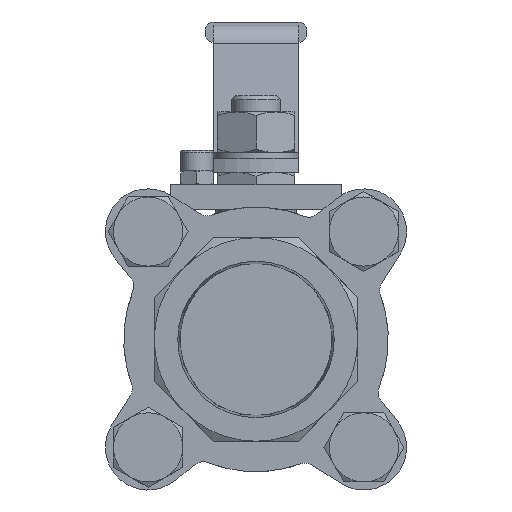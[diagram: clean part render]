
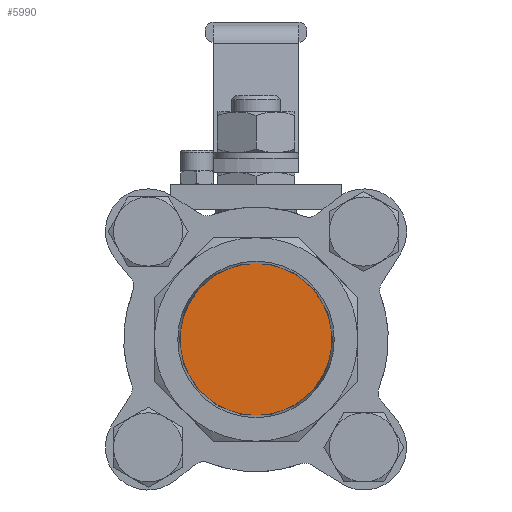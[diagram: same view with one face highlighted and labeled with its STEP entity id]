
A CAD part, front view. The second image highlights one B-rep face of the part: STEP entity #5990.
In plain terms, the highlighted planar face has unit normal (0, -1, 0).
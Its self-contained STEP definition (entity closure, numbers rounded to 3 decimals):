
#171=PLANE('',#6602);
#837=FACE_OUTER_BOUND('',#1242,.T.);
#1242=EDGE_LOOP('',(#5396,#5397));
#1533=CIRCLE('',#6603,18.656);
#1534=CIRCLE('',#6604,18.656);
#2924=VERTEX_POINT('',#10254);
#2925=VERTEX_POINT('',#10255);
#3762=EDGE_CURVE('',#2924,#2925,#1533,.T.);
#3763=EDGE_CURVE('',#2925,#2924,#1534,.T.);
#5396=ORIENTED_EDGE('',*,*,#3762,.T.);
#5397=ORIENTED_EDGE('',*,*,#3763,.T.);
#5990=ADVANCED_FACE('',(#837),#171,.T.);
#6602=AXIS2_PLACEMENT_3D('',#10253,#8156,#8157);
#6603=AXIS2_PLACEMENT_3D('',#10256,#8158,#8159);
#6604=AXIS2_PLACEMENT_3D('',#10257,#8160,#8161);
#8156=DIRECTION('center_axis',(0.,-1.,0.));
#8157=DIRECTION('ref_axis',(1.,0.,0.));
#8158=DIRECTION('center_axis',(0.,-1.,0.));
#8159=DIRECTION('ref_axis',(1.,0.,0.));
#8160=DIRECTION('center_axis',(0.,-1.,0.));
#8161=DIRECTION('ref_axis',(1.,0.,0.));
#10253=CARTESIAN_POINT('Origin',(0.,-25.872,0.));
#10254=CARTESIAN_POINT('',(18.656,-25.872,0.));
#10255=CARTESIAN_POINT('',(-18.656,-25.872,0.));
#10256=CARTESIAN_POINT('Origin',(0.,-25.872,0.));
#10257=CARTESIAN_POINT('Origin',(0.,-25.872,0.));
